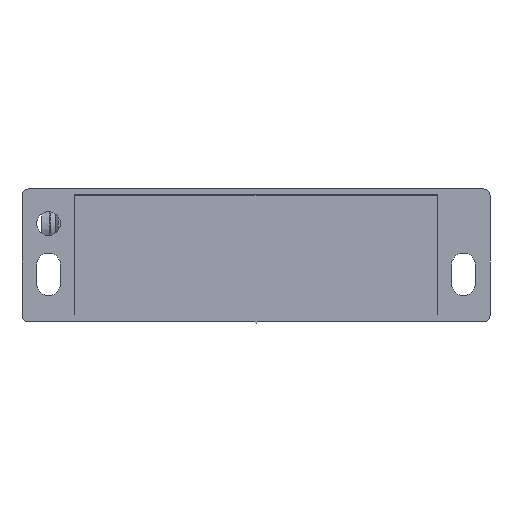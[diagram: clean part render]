
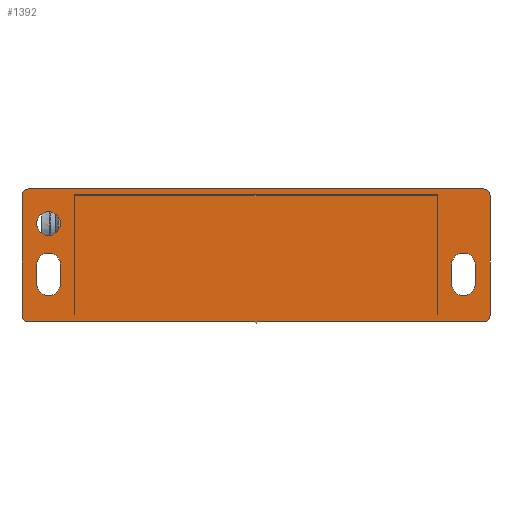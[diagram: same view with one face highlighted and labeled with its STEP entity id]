
A CAD part, front view. The second image highlights one B-rep face of the part: STEP entity #1392.
In plain terms, the highlighted planar face has unit normal (0, -1, 0).
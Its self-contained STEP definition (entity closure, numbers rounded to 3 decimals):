
#2=DIRECTION('',(-0.707,0.,-0.707));
#3=VECTOR('',#2,0.283);
#4=CARTESIAN_POINT('',(0.2,-6.5,-12.5));
#5=LINE('',#4,#3);
#6=DIRECTION('',(-0.707,0.,0.707));
#7=VECTOR('',#6,0.283);
#8=CARTESIAN_POINT('',(0.,-6.5,-12.7));
#9=LINE('',#8,#7);
#10=CARTESIAN_POINT('',(-42.75,-6.5,-11.25));
#11=DIRECTION('',(0.,1.,0.));
#12=DIRECTION('',(0.,0.,-1.));
#13=AXIS2_PLACEMENT_3D('',#10,#11,#12);
#15=CARTESIAN_POINT('',(-42.75,-6.5,11.25));
#16=DIRECTION('',(0.,1.,0.));
#17=DIRECTION('',(-1.,0.,0.));
#18=AXIS2_PLACEMENT_3D('',#15,#16,#17);
#20=CARTESIAN_POINT('',(42.75,-6.5,11.25));
#21=DIRECTION('',(0.,1.,0.));
#22=DIRECTION('',(0.,0.,1.));
#23=AXIS2_PLACEMENT_3D('',#20,#21,#22);
#25=CARTESIAN_POINT('',(42.75,-6.5,-11.25));
#26=DIRECTION('',(0.,1.,0.));
#27=DIRECTION('',(1.,0.,0.));
#28=AXIS2_PLACEMENT_3D('',#25,#26,#27);
#30=CARTESIAN_POINT('',(39.,-6.5,-5.3));
#31=DIRECTION('',(0.,-1.,0.));
#32=DIRECTION('',(-1.,0.,0.));
#33=AXIS2_PLACEMENT_3D('',#30,#31,#32);
#35=CARTESIAN_POINT('',(39.,-6.5,-5.3));
#36=DIRECTION('',(0.,-1.,0.));
#37=DIRECTION('',(0.,0.,-1.));
#38=AXIS2_PLACEMENT_3D('',#35,#36,#37);
#40=DIRECTION('',(0.,0.,1.));
#41=VECTOR('',#40,3.5);
#42=CARTESIAN_POINT('',(41.25,-6.5,-5.3));
#43=LINE('',#42,#41);
#44=CARTESIAN_POINT('',(39.,-6.5,-1.8));
#45=DIRECTION('',(0.,-1.,0.));
#46=DIRECTION('',(1.,0.,0.));
#47=AXIS2_PLACEMENT_3D('',#44,#45,#46);
#49=CARTESIAN_POINT('',(39.,-6.5,-1.8));
#50=DIRECTION('',(0.,-1.,0.));
#51=DIRECTION('',(0.,0.,1.));
#52=AXIS2_PLACEMENT_3D('',#49,#50,#51);
#54=DIRECTION('',(0.,0.,-1.));
#55=VECTOR('',#54,3.5);
#56=CARTESIAN_POINT('',(36.75,-6.5,-1.8));
#57=LINE('',#56,#55);
#58=DIRECTION('',(0.,0.,-1.));
#59=VECTOR('',#58,3.5);
#60=CARTESIAN_POINT('',(-41.25,-6.5,-1.8));
#61=LINE('',#60,#59);
#62=CARTESIAN_POINT('',(-39.,-6.5,-5.3));
#63=DIRECTION('',(0.,-1.,0.));
#64=DIRECTION('',(-1.,0.,0.));
#65=AXIS2_PLACEMENT_3D('',#62,#63,#64);
#67=CARTESIAN_POINT('',(-39.,-6.5,-5.3));
#68=DIRECTION('',(0.,-1.,0.));
#69=DIRECTION('',(0.,0.,-1.));
#70=AXIS2_PLACEMENT_3D('',#67,#68,#69);
#72=DIRECTION('',(0.,0.,1.));
#73=VECTOR('',#72,3.5);
#74=CARTESIAN_POINT('',(-36.75,-6.5,-5.3));
#75=LINE('',#74,#73);
#76=CARTESIAN_POINT('',(-39.,-6.5,-1.8));
#77=DIRECTION('',(0.,-1.,0.));
#78=DIRECTION('',(1.,0.,0.));
#79=AXIS2_PLACEMENT_3D('',#76,#77,#78);
#81=CARTESIAN_POINT('',(-39.,-6.5,-1.8));
#82=DIRECTION('',(0.,-1.,0.));
#83=DIRECTION('',(0.,0.,1.));
#84=AXIS2_PLACEMENT_3D('',#81,#82,#83);
#86=CARTESIAN_POINT('',(-39.,-6.5,6.));
#87=DIRECTION('',(0.,-1.,0.));
#88=DIRECTION('',(0.,0.,-1.));
#89=AXIS2_PLACEMENT_3D('',#86,#87,#88);
#91=CARTESIAN_POINT('',(-39.,-6.5,6.));
#92=DIRECTION('',(0.,-1.,0.));
#93=DIRECTION('',(0.,0.,1.));
#94=AXIS2_PLACEMENT_3D('',#91,#92,#93);
#96=DIRECTION('',(0.,0.,1.));
#97=VECTOR('',#96,22.4);
#98=CARTESIAN_POINT('',(-34.1,-6.5,-11.15));
#99=LINE('',#98,#97);
#100=DIRECTION('',(1.,0.,0.));
#101=VECTOR('',#100,68.2);
#102=CARTESIAN_POINT('',(-34.1,-6.5,11.25));
#103=LINE('',#102,#101);
#104=DIRECTION('',(0.,0.,-1.));
#105=VECTOR('',#104,22.4);
#106=CARTESIAN_POINT('',(34.1,-6.5,11.25));
#107=LINE('',#106,#105);
#116=DIRECTION('',(1.,0.,0.));
#117=VECTOR('',#116,42.55);
#118=CARTESIAN_POINT('',(0.2,-6.5,-12.5));
#119=LINE('',#118,#117);
#148=DIRECTION('',(1.,0.,0.));
#149=VECTOR('',#148,42.55);
#150=CARTESIAN_POINT('',(-42.75,-6.5,-12.5));
#151=LINE('',#150,#149);
#188=DIRECTION('',(0.,0.,1.));
#189=VECTOR('',#188,22.5);
#190=CARTESIAN_POINT('',(44.,-6.5,-11.25));
#191=LINE('',#190,#189);
#316=DIRECTION('',(-1.,0.,0.));
#317=VECTOR('',#316,85.5);
#318=CARTESIAN_POINT('',(42.75,-6.5,12.5));
#319=LINE('',#318,#317);
#328=DIRECTION('',(0.,0.,-1.));
#329=VECTOR('',#328,22.5);
#330=CARTESIAN_POINT('',(-44.,-6.5,11.25));
#331=LINE('',#330,#329);
#930=DIRECTION('',(-1.,0.,0.));
#931=VECTOR('',#930,0.1);
#932=CARTESIAN_POINT('',(-34.1,-6.5,-11.15));
#933=LINE('',#932,#931);
#986=DIRECTION('',(-1.,0.,0.));
#987=VECTOR('',#986,0.1);
#988=CARTESIAN_POINT('',(34.2,-6.5,-11.15));
#989=LINE('',#988,#987);
#990=DIRECTION('',(0.,0.,-1.));
#991=VECTOR('',#990,22.6);
#992=CARTESIAN_POINT('',(34.2,-6.5,11.45));
#993=LINE('',#992,#991);
#998=DIRECTION('',(1.,0.,0.));
#999=VECTOR('',#998,68.4);
#1000=CARTESIAN_POINT('',(-34.2,-6.5,11.45));
#1001=LINE('',#1000,#999);
#1006=DIRECTION('',(0.,0.,1.));
#1007=VECTOR('',#1006,22.6);
#1008=CARTESIAN_POINT('',(-34.2,-6.5,-11.15));
#1009=LINE('',#1008,#1007);
#1014=CARTESIAN_POINT('',(0.2,-6.5,-12.5));
#1015=CARTESIAN_POINT('',(42.75,-6.5,-12.5));
#1016=VERTEX_POINT('',#1014);
#1017=VERTEX_POINT('',#1015);
#1018=CARTESIAN_POINT('',(0.,-6.5,-12.7));
#1019=VERTEX_POINT('',#1018);
#1020=CARTESIAN_POINT('',(-0.2,-6.5,-12.5));
#1021=VERTEX_POINT('',#1020);
#1022=CARTESIAN_POINT('',(-42.75,-6.5,-12.5));
#1023=VERTEX_POINT('',#1022);
#1024=CARTESIAN_POINT('',(-44.,-6.5,-11.25));
#1025=VERTEX_POINT('',#1024);
#1026=CARTESIAN_POINT('',(-44.,-6.5,11.25));
#1027=VERTEX_POINT('',#1026);
#1028=CARTESIAN_POINT('',(-42.75,-6.5,12.5));
#1029=VERTEX_POINT('',#1028);
#1030=CARTESIAN_POINT('',(42.75,-6.5,12.5));
#1031=VERTEX_POINT('',#1030);
#1032=CARTESIAN_POINT('',(44.,-6.5,11.25));
#1033=VERTEX_POINT('',#1032);
#1034=CARTESIAN_POINT('',(44.,-6.5,-11.25));
#1035=VERTEX_POINT('',#1034);
#1036=CARTESIAN_POINT('',(39.,-6.5,-7.55));
#1037=CARTESIAN_POINT('',(41.25,-6.5,-5.3));
#1038=VERTEX_POINT('',#1036);
#1039=VERTEX_POINT('',#1037);
#1040=CARTESIAN_POINT('',(36.75,-6.5,-5.3));
#1041=VERTEX_POINT('',#1040);
#1042=CARTESIAN_POINT('',(41.25,-6.5,-1.8));
#1043=VERTEX_POINT('',#1042);
#1044=CARTESIAN_POINT('',(39.,-6.5,0.45));
#1045=CARTESIAN_POINT('',(36.75,-6.5,-1.8));
#1046=VERTEX_POINT('',#1044);
#1047=VERTEX_POINT('',#1045);
#1048=CARTESIAN_POINT('',(-41.25,-6.5,-1.8));
#1049=CARTESIAN_POINT('',(-41.25,-6.5,-5.3));
#1050=VERTEX_POINT('',#1048);
#1051=VERTEX_POINT('',#1049);
#1052=CARTESIAN_POINT('',(-39.,-6.5,-7.55));
#1053=CARTESIAN_POINT('',(-36.75,-6.5,-5.3));
#1054=VERTEX_POINT('',#1052);
#1055=VERTEX_POINT('',#1053);
#1056=CARTESIAN_POINT('',(-36.75,-6.5,-1.8));
#1057=VERTEX_POINT('',#1056);
#1058=CARTESIAN_POINT('',(-39.,-6.5,0.45));
#1059=VERTEX_POINT('',#1058);
#1060=CARTESIAN_POINT('',(-39.,-6.5,3.75));
#1061=CARTESIAN_POINT('',(-39.,-6.5,8.25));
#1062=VERTEX_POINT('',#1060);
#1063=VERTEX_POINT('',#1061);
#1064=CARTESIAN_POINT('',(-34.1,-6.5,-11.15));
#1065=CARTESIAN_POINT('',(-34.2,-6.5,-11.15));
#1066=VERTEX_POINT('',#1064);
#1067=VERTEX_POINT('',#1065);
#1068=CARTESIAN_POINT('',(-34.1,-6.5,11.25));
#1069=VERTEX_POINT('',#1068);
#1070=CARTESIAN_POINT('',(34.1,-6.5,11.25));
#1071=VERTEX_POINT('',#1070);
#1072=CARTESIAN_POINT('',(34.1,-6.5,-11.15));
#1073=VERTEX_POINT('',#1072);
#1074=CARTESIAN_POINT('',(34.2,-6.5,-11.15));
#1075=VERTEX_POINT('',#1074);
#1076=CARTESIAN_POINT('',(34.2,-6.5,11.45));
#1077=VERTEX_POINT('',#1076);
#1078=CARTESIAN_POINT('',(-34.2,-6.5,11.45));
#1079=VERTEX_POINT('',#1078);
#1311=CARTESIAN_POINT('',(0.,-6.5,0.));
#1312=DIRECTION('',(0.,1.,0.));
#1313=DIRECTION('',(0.,0.,1.));
#1314=AXIS2_PLACEMENT_3D('',#1311,#1312,#1313);
#1315=PLANE('',#1314);
#1317=ORIENTED_EDGE('',*,*,#1316,.F.);
#1319=ORIENTED_EDGE('',*,*,#1318,.T.);
#1321=ORIENTED_EDGE('',*,*,#1320,.T.);
#1323=ORIENTED_EDGE('',*,*,#1322,.F.);
#1325=ORIENTED_EDGE('',*,*,#1324,.T.);
#1327=ORIENTED_EDGE('',*,*,#1326,.F.);
#1329=ORIENTED_EDGE('',*,*,#1328,.T.);
#1331=ORIENTED_EDGE('',*,*,#1330,.F.);
#1333=ORIENTED_EDGE('',*,*,#1332,.T.);
#1335=ORIENTED_EDGE('',*,*,#1334,.F.);
#1337=ORIENTED_EDGE('',*,*,#1336,.T.);
#1338=EDGE_LOOP('',(#1317,#1319,#1321,#1323,#1325,#1327,#1329,#1331,#1333,#1335,
#1337));
#1339=FACE_OUTER_BOUND('',#1338,.F.);
#1341=ORIENTED_EDGE('',*,*,#1340,.T.);
#1343=ORIENTED_EDGE('',*,*,#1342,.T.);
#1345=ORIENTED_EDGE('',*,*,#1344,.T.);
#1347=ORIENTED_EDGE('',*,*,#1346,.T.);
#1349=ORIENTED_EDGE('',*,*,#1348,.T.);
#1351=ORIENTED_EDGE('',*,*,#1350,.T.);
#1352=EDGE_LOOP('',(#1341,#1343,#1345,#1347,#1349,#1351));
#1353=FACE_BOUND('',#1352,.F.);
#1355=ORIENTED_EDGE('',*,*,#1354,.T.);
#1357=ORIENTED_EDGE('',*,*,#1356,.T.);
#1359=ORIENTED_EDGE('',*,*,#1358,.T.);
#1361=ORIENTED_EDGE('',*,*,#1360,.T.);
#1363=ORIENTED_EDGE('',*,*,#1362,.T.);
#1365=ORIENTED_EDGE('',*,*,#1364,.T.);
#1366=EDGE_LOOP('',(#1355,#1357,#1359,#1361,#1363,#1365));
#1367=FACE_BOUND('',#1366,.F.);
#1369=ORIENTED_EDGE('',*,*,#1368,.T.);
#1371=ORIENTED_EDGE('',*,*,#1370,.T.);
#1372=EDGE_LOOP('',(#1369,#1371));
#1373=FACE_BOUND('',#1372,.F.);
#1375=ORIENTED_EDGE('',*,*,#1374,.F.);
#1377=ORIENTED_EDGE('',*,*,#1376,.T.);
#1379=ORIENTED_EDGE('',*,*,#1378,.T.);
#1381=ORIENTED_EDGE('',*,*,#1380,.T.);
#1383=ORIENTED_EDGE('',*,*,#1382,.F.);
#1385=ORIENTED_EDGE('',*,*,#1384,.F.);
#1387=ORIENTED_EDGE('',*,*,#1386,.F.);
#1389=ORIENTED_EDGE('',*,*,#1388,.F.);
#1390=EDGE_LOOP('',(#1375,#1377,#1379,#1381,#1383,#1385,#1387,#1389));
#1391=FACE_BOUND('',#1390,.F.);
#1392=ADVANCED_FACE('',(#1339,#1353,#1367,#1373,#1391),#1315,.F.);
#14=CIRCLE('',#13,1.25);
#19=CIRCLE('',#18,1.25);
#24=CIRCLE('',#23,1.25);
#29=CIRCLE('',#28,1.25);
#34=CIRCLE('',#33,2.25);
#39=CIRCLE('',#38,2.25);
#48=CIRCLE('',#47,2.25);
#53=CIRCLE('',#52,2.25);
#66=CIRCLE('',#65,2.25);
#71=CIRCLE('',#70,2.25);
#80=CIRCLE('',#79,2.25);
#85=CIRCLE('',#84,2.25);
#90=CIRCLE('',#89,2.25);
#95=CIRCLE('',#94,2.25);
#1316=EDGE_CURVE('',#1016,#1017,#119,.T.);
#1318=EDGE_CURVE('',#1016,#1019,#5,.T.);
#1320=EDGE_CURVE('',#1019,#1021,#9,.T.);
#1322=EDGE_CURVE('',#1023,#1021,#151,.T.);
#1324=EDGE_CURVE('',#1023,#1025,#14,.T.);
#1326=EDGE_CURVE('',#1027,#1025,#331,.T.);
#1328=EDGE_CURVE('',#1027,#1029,#19,.T.);
#1330=EDGE_CURVE('',#1031,#1029,#319,.T.);
#1332=EDGE_CURVE('',#1031,#1033,#24,.T.);
#1334=EDGE_CURVE('',#1035,#1033,#191,.T.);
#1336=EDGE_CURVE('',#1035,#1017,#29,.T.);
#1340=EDGE_CURVE('',#1041,#1038,#34,.T.);
#1342=EDGE_CURVE('',#1038,#1039,#39,.T.);
#1344=EDGE_CURVE('',#1039,#1043,#43,.T.);
#1346=EDGE_CURVE('',#1043,#1046,#48,.T.);
#1348=EDGE_CURVE('',#1046,#1047,#53,.T.);
#1350=EDGE_CURVE('',#1047,#1041,#57,.T.);
#1354=EDGE_CURVE('',#1050,#1051,#61,.T.);
#1356=EDGE_CURVE('',#1051,#1054,#66,.T.);
#1358=EDGE_CURVE('',#1054,#1055,#71,.T.);
#1360=EDGE_CURVE('',#1055,#1057,#75,.T.);
#1362=EDGE_CURVE('',#1057,#1059,#80,.T.);
#1364=EDGE_CURVE('',#1059,#1050,#85,.T.);
#1368=EDGE_CURVE('',#1062,#1063,#90,.T.);
#1370=EDGE_CURVE('',#1063,#1062,#95,.T.);
#1374=EDGE_CURVE('',#1066,#1067,#933,.T.);
#1376=EDGE_CURVE('',#1066,#1069,#99,.T.);
#1378=EDGE_CURVE('',#1069,#1071,#103,.T.);
#1380=EDGE_CURVE('',#1071,#1073,#107,.T.);
#1382=EDGE_CURVE('',#1075,#1073,#989,.T.);
#1384=EDGE_CURVE('',#1077,#1075,#993,.T.);
#1386=EDGE_CURVE('',#1079,#1077,#1001,.T.);
#1388=EDGE_CURVE('',#1067,#1079,#1009,.T.);
